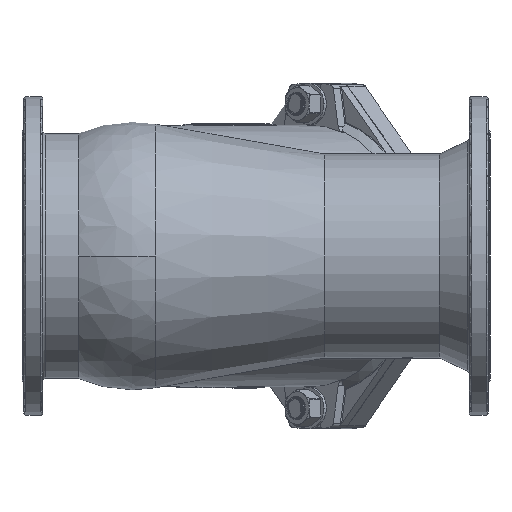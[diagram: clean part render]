
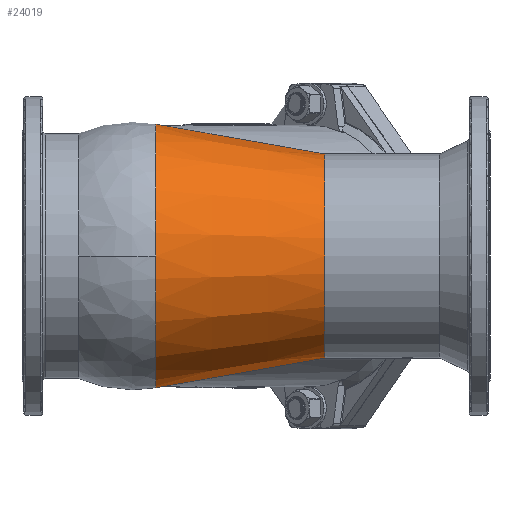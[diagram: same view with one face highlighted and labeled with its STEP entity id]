
A CAD part, front view. The second image highlights one B-rep face of the part: STEP entity #24019.
In plain terms, the highlighted conical face has half-angle 10 degrees and reference radius 140.827 mm.
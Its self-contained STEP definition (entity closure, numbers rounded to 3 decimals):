
#5464 = CARTESIAN_POINT ( 'NONE',  ( 142.832, 0., 140.828 ) ) ;
#5973 = CIRCLE ( 'NONE', #38932, 109. ) ;
#7404 = LINE ( 'NONE', #19989, #11260 ) ;
#7918 = DIRECTION ( 'NONE',  ( -1., 0., 0. ) ) ;
#9200 = VECTOR ( 'NONE', #42964, 1000. ) ;
#9778 = CARTESIAN_POINT ( 'NONE',  ( 142.832, 0., 0. ) ) ;
#10535 = VERTEX_POINT ( 'NONE', #14549 ) ;
#10792 = ORIENTED_EDGE ( 'NONE', *, *, #33672, .T. ) ;
#11093 = EDGE_CURVE ( 'NONE', #26440, #41745, #7404, .T. ) ;
#11260 = VECTOR ( 'NONE', #23502, 1000. ) ;
#11469 = DIRECTION ( 'NONE',  ( -1., 0., 0. ) ) ;
#13595 = ORIENTED_EDGE ( 'NONE', *, *, #16927, .F. ) ;
#14310 = CARTESIAN_POINT ( 'NONE',  ( 142.832, 0., 0. ) ) ;
#14549 = CARTESIAN_POINT ( 'NONE',  ( 142.832, 0., -140.828 ) ) ;
#16248 = CARTESIAN_POINT ( 'NONE',  ( 142.832, -140.828, 0. ) ) ;
#16263 = ORIENTED_EDGE ( 'NONE', *, *, #40476, .F. ) ;
#16927 = EDGE_CURVE ( 'NONE', #34410, #10535, #32338, .T. ) ;
#19989 = CARTESIAN_POINT ( 'NONE',  ( 142.832, 0., 140.828 ) ) ;
#20079 = CIRCLE ( 'NONE', #38451, 140.828 ) ;
#23502 = DIRECTION ( 'NONE',  ( -0.985, 0., 0.174 ) ) ;
#23880 = DIRECTION ( 'NONE',  ( 0., 0., 1. ) ) ;
#24019 = ADVANCED_FACE ( 'NONE', ( #45076 ), #31916, .T. ) ;
#25075 = CARTESIAN_POINT ( 'NONE',  ( 142.832, 0., -140.828 ) ) ;
#25774 = EDGE_LOOP ( 'NONE', ( #13595, #10792, #44005, #16263, #26168 ) ) ;
#26168 = ORIENTED_EDGE ( 'NONE', *, *, #38296, .F. ) ;
#26440 = VERTEX_POINT ( 'NONE', #40129 ) ;
#28551 = AXIS2_PLACEMENT_3D ( 'NONE', #32107, #7918, #32402 ) ;
#28723 = CARTESIAN_POINT ( 'NONE',  ( 323.334, 0., 0. ) ) ;
#31395 = CIRCLE ( 'NONE', #36440, 140.828 ) ;
#31916 = CONICAL_SURFACE ( 'NONE', #28551, 140.828, 0.175 ) ;
#32107 = CARTESIAN_POINT ( 'NONE',  ( 142.832, 0., 0. ) ) ;
#32167 = DIRECTION ( 'NONE',  ( 0., 0., 1. ) ) ;
#32209 = CARTESIAN_POINT ( 'NONE',  ( 323.334, 0., -109. ) ) ;
#32338 = LINE ( 'NONE', #25075, #9200 ) ;
#32402 = DIRECTION ( 'NONE',  ( 0., 0., 1. ) ) ;
#32521 = VERTEX_POINT ( 'NONE', #16248 ) ;
#33672 = EDGE_CURVE ( 'NONE', #34410, #26440, #5973, .T. ) ;
#34410 = VERTEX_POINT ( 'NONE', #32209 ) ;
#35402 = DIRECTION ( 'NONE',  ( -1., 0., 0. ) ) ;
#35939 = DIRECTION ( 'NONE',  ( 0., 0., 1. ) ) ;
#36440 = AXIS2_PLACEMENT_3D ( 'NONE', #9778, #44809, #23880 ) ;
#38296 = EDGE_CURVE ( 'NONE', #10535, #32521, #20079, .T. ) ;
#38451 = AXIS2_PLACEMENT_3D ( 'NONE', #14310, #35402, #32167 ) ;
#38932 = AXIS2_PLACEMENT_3D ( 'NONE', #28723, #11469, #35939 ) ;
#40129 = CARTESIAN_POINT ( 'NONE',  ( 323.334, 0., 109. ) ) ;
#40476 = EDGE_CURVE ( 'NONE', #32521, #41745, #31395, .T. ) ;
#41745 = VERTEX_POINT ( 'NONE', #5464 ) ;
#42964 = DIRECTION ( 'NONE',  ( -0.985, 0., -0.174 ) ) ;
#44005 = ORIENTED_EDGE ( 'NONE', *, *, #11093, .T. ) ;
#44809 = DIRECTION ( 'NONE',  ( -1., 0., 0. ) ) ;
#45076 = FACE_OUTER_BOUND ( 'NONE', #25774, .T. ) ;
